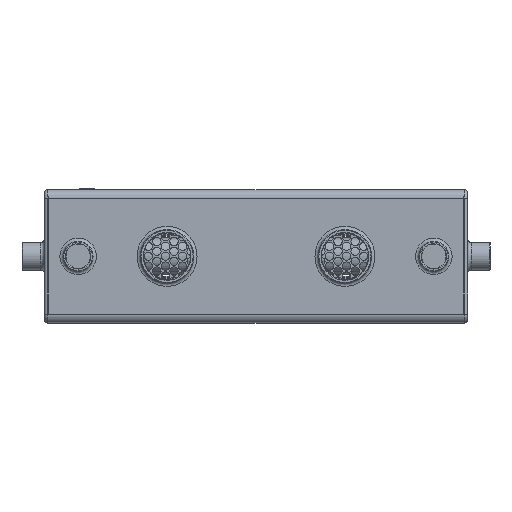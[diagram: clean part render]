
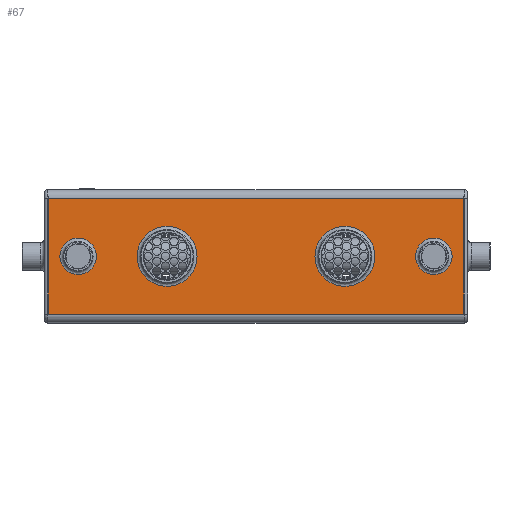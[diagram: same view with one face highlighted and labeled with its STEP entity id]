
A CAD part, left-side view. The second image highlights one B-rep face of the part: STEP entity #67.
In plain terms, the highlighted planar face has unit normal (-1, 0, 0).
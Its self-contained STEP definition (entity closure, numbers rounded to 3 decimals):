
#67=ADVANCED_FACE('',(#7897,#7899,#7901,#7903,#7905),#7907,.T.);
#7897=FACE_BOUND('',#7898,.T.);
#7898=EDGE_LOOP('',(#16645,#16646,#16647,#16648));
#7899=FACE_BOUND('',#7900,.T.);
#7900=EDGE_LOOP('',(#16649));
#7901=FACE_BOUND('',#7902,.T.);
#7902=EDGE_LOOP('',(#16650));
#7903=FACE_BOUND('',#7904,.T.);
#7904=EDGE_LOOP('',(#16651));
#7905=FACE_BOUND('',#7906,.T.);
#7906=EDGE_LOOP('',(#16652));
#7907=PLANE('',#7908);
#7908=AXIS2_PLACEMENT_3D('',#7909,#7910,#7911);
#7909=CARTESIAN_POINT('',(-60.,0.,-52.));
#7910=DIRECTION('',(-1.,0.,0.));
#7911=DIRECTION('',(0.,0.,1.));
#16645=ORIENTED_EDGE('',*,*,#20279,.T.);
#16646=ORIENTED_EDGE('',*,*,#20280,.F.);
#16647=ORIENTED_EDGE('',*,*,#20281,.F.);
#16648=ORIENTED_EDGE('',*,*,#20282,.T.);
#16649=ORIENTED_EDGE('',*,*,#20283,.F.);
#16650=ORIENTED_EDGE('',*,*,#20284,.F.);
#16651=ORIENTED_EDGE('',*,*,#20285,.F.);
#16652=ORIENTED_EDGE('',*,*,#20286,.F.);
#20279=EDGE_CURVE('',#22099,#22100,#22101,.T.);
#20280=EDGE_CURVE('',#22102,#22100,#22103,.T.);
#20281=EDGE_CURVE('',#22104,#22102,#22105,.T.);
#20282=EDGE_CURVE('',#22104,#22099,#22106,.T.);
#20283=EDGE_CURVE('',#22107,#22107,#22108,.T.);
#20284=EDGE_CURVE('',#22109,#22109,#22110,.T.);
#20285=EDGE_CURVE('',#22111,#22111,#22112,.T.);
#20286=EDGE_CURVE('',#22113,#22113,#22114,.T.);
#22099=VERTEX_POINT('',#25372);
#22100=VERTEX_POINT('',#25373);
#22101=LINE('',#25374,#25375);
#22102=VERTEX_POINT('',#25377);
#22103=LINE('',#25378,#25379);
#22104=VERTEX_POINT('',#25381);
#22105=LINE('',#25382,#25383);
#22106=LINE('',#25385,#25386);
#22107=VERTEX_POINT('',#25388);
#22108=CIRCLE('',#25389,16.4);
#22109=VERTEX_POINT('',#25393);
#22110=CIRCLE('',#25394,27.);
#22111=VERTEX_POINT('',#25398);
#22112=CIRCLE('',#25399,27.);
#22113=VERTEX_POINT('',#25403);
#22114=CIRCLE('',#25404,16.4);
#25372=CARTESIAN_POINT('',(-60.,-1.,52.));
#25373=CARTESIAN_POINT('',(-60.,374.,52.));
#25374=CARTESIAN_POINT('',(-60.,-1.,52.));
#25375=VECTOR('',#25376,1.);
#25376=DIRECTION('',(0.,1.,0.));
#25377=CARTESIAN_POINT('',(-60.,374.,-52.));
#25378=CARTESIAN_POINT('',(-60.,374.,-52.));
#25379=VECTOR('',#25380,1.);
#25380=DIRECTION('',(0.,0.,1.));
#25381=CARTESIAN_POINT('',(-60.,-1.,-52.));
#25382=CARTESIAN_POINT('',(-60.,-1.,-52.));
#25383=VECTOR('',#25384,1.);
#25384=DIRECTION('',(0.,1.,0.));
#25385=CARTESIAN_POINT('',(-60.,-1.,-52.));
#25386=VECTOR('',#25387,1.);
#25387=DIRECTION('',(0.,0.,1.));
#25388=CARTESIAN_POINT('',(-60.,42.9,0.));
#25389=AXIS2_PLACEMENT_3D('',#25390,#25391,#25392);
#25390=CARTESIAN_POINT('',(-60.,26.5,0.));
#25391=DIRECTION('',(-1.,0.,0.));
#25392=DIRECTION('',(0.,1.,0.));
#25393=CARTESIAN_POINT('',(-60.,239.5,0.));
#25394=AXIS2_PLACEMENT_3D('',#25395,#25396,#25397);
#25395=CARTESIAN_POINT('',(-60.,266.5,0.));
#25396=DIRECTION('',(-1.,0.,0.));
#25397=DIRECTION('',(0.,-1.,0.));
#25398=CARTESIAN_POINT('',(-60.,79.5,0.));
#25399=AXIS2_PLACEMENT_3D('',#25400,#25401,#25402);
#25400=CARTESIAN_POINT('',(-60.,106.5,0.));
#25401=DIRECTION('',(-1.,0.,0.));
#25402=DIRECTION('',(0.,-1.,0.));
#25403=CARTESIAN_POINT('',(-60.,362.9,0.));
#25404=AXIS2_PLACEMENT_3D('',#25405,#25406,#25407);
#25405=CARTESIAN_POINT('',(-60.,346.5,0.));
#25406=DIRECTION('',(-1.,0.,0.));
#25407=DIRECTION('',(0.,1.,0.));
